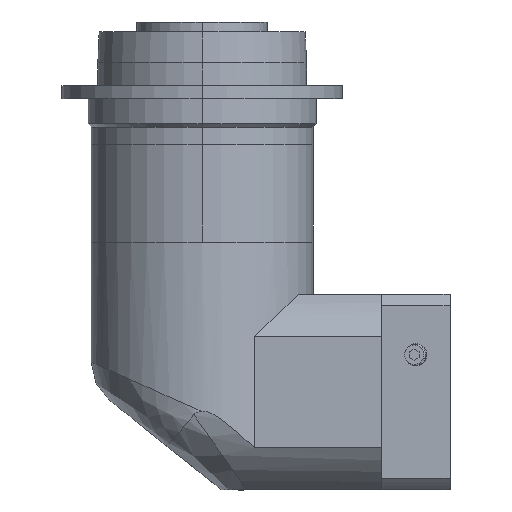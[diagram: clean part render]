
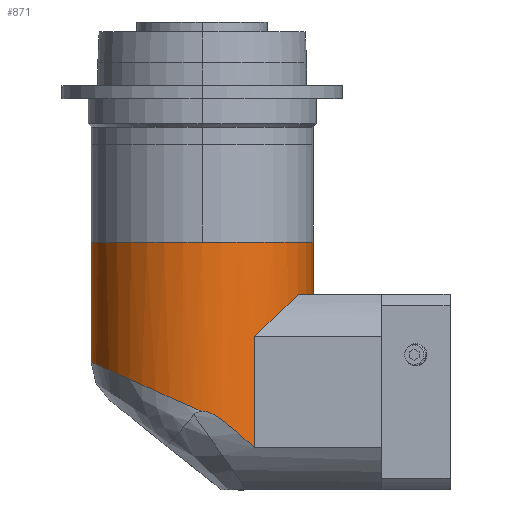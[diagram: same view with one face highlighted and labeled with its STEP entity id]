
A CAD part, left-side view. The second image highlights one B-rep face of the part: STEP entity #871.
In plain terms, the highlighted cylindrical face has radius 34 mm (diameter 68 mm), a partial arc.
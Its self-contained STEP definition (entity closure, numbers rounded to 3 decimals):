
#85 = CARTESIAN_POINT ( 'NONE',  ( 0., -34., -1. ) ) ;
#161 = EDGE_CURVE ( 'NONE', #1987, #700, #7931, .T. ) ;
#220 = CARTESIAN_POINT ( 'NONE',  ( 0., 34., -77. ) ) ;
#328 = CARTESIAN_POINT ( 'NONE',  ( 0., 0., -17. ) ) ;
#331 = CARTESIAN_POINT ( 'NONE',  ( -17.784, -28.991, -17.424 ) ) ;
#388 = CARTESIAN_POINT ( 'NONE',  ( 0., 0., -1. ) ) ;
#483 = CARTESIAN_POINT ( 'NONE',  ( -27.212, -20.398, -25.779 ) ) ;
#529 = CIRCLE ( 'NONE', #7812, 34. ) ;
#688 = ORIENTED_EDGE ( 'NONE', *, *, #6655, .T. ) ;
#700 = VERTEX_POINT ( 'NONE', #5428 ) ;
#814 = ORIENTED_EDGE ( 'NONE', *, *, #6786, .T. ) ;
#871 = ADVANCED_FACE ( 'NONE', ( #3608 ), #7113, .T. ) ;
#912 = DIRECTION ( 'NONE',  ( 0., 0., 1. ) ) ;
#1116 = DIRECTION ( 'NONE',  ( 1., 0., 0. ) ) ;
#1192 = VERTEX_POINT ( 'NONE', #3695 ) ;
#1199 = CARTESIAN_POINT ( 'NONE',  ( -17.037, -29.424, -17. ) ) ;
#1362 = DIRECTION ( 'NONE',  ( 0., 0., -1. ) ) ;
#1414 = EDGE_CURVE ( 'NONE', #7218, #7376, #5214, .T. ) ;
#1508 = CARTESIAN_POINT ( 'NONE',  ( -33.999, 0.293, -52.86 ) ) ;
#1559 = CARTESIAN_POINT ( 'NONE',  ( -25.765, -22.198, -24.044 ) ) ;
#1848 = ORIENTED_EDGE ( 'NONE', *, *, #6383, .F. ) ;
#1931 = ORIENTED_EDGE ( 'NONE', *, *, #1414, .T. ) ;
#1987 = VERTEX_POINT ( 'NONE', #85 ) ;
#2033 = EDGE_LOOP ( 'NONE', ( #4446, #688, #1931, #5275, #4311, #814, #9425, #1848 ) ) ;
#2144 = CARTESIAN_POINT ( 'NONE',  ( -33.788, -3.814, -53.978 ) ) ;
#2184 = CARTESIAN_POINT ( 'NONE',  ( -33.743, -4.186, -54.19 ) ) ;
#2306 = CARTESIAN_POINT ( 'NONE',  ( -20.566, -27.087, -19.288 ) ) ;
#2541 = CARTESIAN_POINT ( 'NONE',  ( -18.51, -28.532, -17.874 ) ) ;
#2632 = DIRECTION ( 'NONE',  ( 0., 0., -1. ) ) ;
#2656 = CARTESIAN_POINT ( 'NONE',  ( -33.999, 0.293, -52.86 ) ) ;
#2861 = CARTESIAN_POINT ( 'NONE',  ( -28.532, -18.553, -27.549 ) ) ;
#2998 = LINE ( 'NONE', #9819, #9056 ) ;
#3015 = EDGE_CURVE ( 'NONE', #9922, #1192, #7189, .T. ) ;
#3151 = CARTESIAN_POINT ( 'NONE',  ( 0., 34., -1. ) ) ;
#3190 = B_SPLINE_CURVE_WITH_KNOTS ( 'NONE', 3,
 ( #4709, #4429, #5273, #5304, #5384, #5421, #5445, #5480, #5516, #7891, #6006, #2184, #2144, #8531, #6809, #7883, #5377, #9947, #9249, #6256 ),
 .UNSPECIFIED., .F., .F.,
 ( 4, 2, 2, 2, 2, 2, 2, 2, 2, 4 ),
 ( 0.023, 0.028, 0.031, 0.033, 0.036, 0.038, 0.04, 0.041, 0.042, 0.043 ),
 .UNSPECIFIED. ) ;
#3608 = FACE_OUTER_BOUND ( 'NONE', #2033, .T. ) ;
#3695 = CARTESIAN_POINT ( 'NONE',  ( -30., -16., -29.963 ) ) ;
#4118 = CIRCLE ( 'NONE', #9215, 34. ) ;
#4311 = ORIENTED_EDGE ( 'NONE', *, *, #7072, .F. ) ;
#4429 = CARTESIAN_POINT ( 'NONE',  ( -30.618, -14.841, -62.948 ) ) ;
#4446 = ORIENTED_EDGE ( 'NONE', *, *, #161, .F. ) ;
#4628 = CARTESIAN_POINT ( 'NONE',  ( -17.037, -29.424, -17. ) ) ;
#4709 = CARTESIAN_POINT ( 'NONE',  ( -30., -16., -64.037 ) ) ;
#4958 = CARTESIAN_POINT ( 'NONE',  ( -19.781, 34., -37.791 ) ) ;
#5136 = DIRECTION ( 'NONE',  ( 0., 0., -1. ) ) ;
#5185 = CARTESIAN_POINT ( 'NONE',  ( -22.479, -25.561, -20.778 ) ) ;
#5214 = LINE ( 'NONE', #220, #8703 ) ;
#5234 = AXIS2_PLACEMENT_3D ( 'NONE', #7769, #10024, #6822 ) ;
#5273 = CARTESIAN_POINT ( 'NONE',  ( -31.165, -13.655, -61.848 ) ) ;
#5275 = ORIENTED_EDGE ( 'NONE', *, *, #7338, .T. ) ;
#5298 = CARTESIAN_POINT ( 'NONE',  ( -25.253, -22.779, -23.482 ) ) ;
#5304 = CARTESIAN_POINT ( 'NONE',  ( -31.883, -11.827, -60.193 ) ) ;
#5377 = CARTESIAN_POINT ( 'NONE',  ( -33.973, -1.425, -53.009 ) ) ;
#5384 = CARTESIAN_POINT ( 'NONE',  ( -32.106, -11.209, -59.641 ) ) ;
#5421 = CARTESIAN_POINT ( 'NONE',  ( -32.518, -9.952, -58.541 ) ) ;
#5428 = CARTESIAN_POINT ( 'NONE',  ( 0., -34., -17. ) ) ;
#5445 = CARTESIAN_POINT ( 'NONE',  ( -32.707, -9.312, -57.992 ) ) ;
#5480 = CARTESIAN_POINT ( 'NONE',  ( -33.05, -8.008, -56.912 ) ) ;
#5516 = CARTESIAN_POINT ( 'NONE',  ( -33.204, -7.346, -56.381 ) ) ;
#5615 = VERTEX_POINT ( 'NONE', #5896 ) ;
#5851 = DIRECTION ( 'NONE',  ( 0., 0., -1. ) ) ;
#5896 = CARTESIAN_POINT ( 'NONE',  ( -30., -16., -64.037 ) ) ;
#6006 = CARTESIAN_POINT ( 'NONE',  ( -33.595, -5.281, -54.862 ) ) ;
#6038 =( BOUNDED_CURVE ( )  B_SPLINE_CURVE ( 3, ( #8727, #4958, #7695, #1508 ),
 .UNSPECIFIED., .F., .T. ) 
 B_SPLINE_CURVE_WITH_KNOTS ( ( 4, 4 ),
 ( 3.142, 4.704 ),
 .UNSPECIFIED. ) 
 CURVE ( )  GEOMETRIC_REPRESENTATION_ITEM ( )  RATIONAL_B_SPLINE_CURVE ( ( 1., 0.807, 0.807, 1. ) ) 
 REPRESENTATION_ITEM ( '' )  );
#6056 = VECTOR ( 'NONE', #1362, 1000. ) ;
#6078 = CARTESIAN_POINT ( 'NONE',  ( -23.645, -24.481, -21.83 ) ) ;
#6256 = CARTESIAN_POINT ( 'NONE',  ( -33.999, 0.293, -52.86 ) ) ;
#6383 = EDGE_CURVE ( 'NONE', #700, #9922, #4118, .T. ) ;
#6655 = EDGE_CURVE ( 'NONE', #1987, #7218, #529, .T. ) ;
#6786 = EDGE_CURVE ( 'NONE', #5615, #1192, #2998, .T. ) ;
#6809 = CARTESIAN_POINT ( 'NONE',  ( -33.899, -2.652, -53.414 ) ) ;
#6822 = DIRECTION ( 'NONE',  ( 0., 1., 0. ) ) ;
#7072 = EDGE_CURVE ( 'NONE', #5615, #8069, #3190, .T. ) ;
#7113 = CYLINDRICAL_SURFACE ( 'NONE', #5234, 34. ) ;
#7189 = B_SPLINE_CURVE_WITH_KNOTS ( 'NONE', 3,
 ( #1199, #331, #2541, #7211, #2306, #5185, #6078, #5298, #1559, #7763, #483, #2861, #9739, #9978 ),
 .UNSPECIFIED., .F., .F.,
 ( 4, 2, 2, 2, 2, 2, 4 ),
 ( 0.142, 0.145, 0.148, 0.153, 0.156, 0.159, 0.165 ),
 .UNSPECIFIED. ) ;
#7211 = CARTESIAN_POINT ( 'NONE',  ( -19.901, -27.58, -18.806 ) ) ;
#7218 = VERTEX_POINT ( 'NONE', #3151 ) ;
#7338 = EDGE_CURVE ( 'NONE', #7376, #8069, #6038, .T. ) ;
#7376 = VERTEX_POINT ( 'NONE', #9482 ) ;
#7695 = CARTESIAN_POINT ( 'NONE',  ( -33.828, 20.073, -44.017 ) ) ;
#7763 = CARTESIAN_POINT ( 'NONE',  ( -26.744, -21.008, -25.193 ) ) ;
#7769 = CARTESIAN_POINT ( 'NONE',  ( 0., 0., -77. ) ) ;
#7812 = AXIS2_PLACEMENT_3D ( 'NONE', #388, #5136, #9860 ) ;
#7883 = CARTESIAN_POINT ( 'NONE',  ( -33.953, -1.839, -53.123 ) ) ;
#7891 = CARTESIAN_POINT ( 'NONE',  ( -33.477, -5.983, -55.357 ) ) ;
#7931 = LINE ( 'NONE', #8051, #6056 ) ;
#8051 = CARTESIAN_POINT ( 'NONE',  ( 0., -34., -77. ) ) ;
#8069 = VERTEX_POINT ( 'NONE', #2656 ) ;
#8531 = CARTESIAN_POINT ( 'NONE',  ( -33.865, -3.048, -53.59 ) ) ;
#8703 = VECTOR ( 'NONE', #2632, 1000. ) ;
#8727 = CARTESIAN_POINT ( 'NONE',  ( 0., 34., -37.791 ) ) ;
#9056 = VECTOR ( 'NONE', #912, 1000. ) ;
#9215 = AXIS2_PLACEMENT_3D ( 'NONE', #328, #5851, #1116 ) ;
#9249 = CARTESIAN_POINT ( 'NONE',  ( -34.002, -0.136, -52.838 ) ) ;
#9425 = ORIENTED_EDGE ( 'NONE', *, *, #3015, .F. ) ;
#9482 = CARTESIAN_POINT ( 'NONE',  ( 0., 34., -37.791 ) ) ;
#9739 = CARTESIAN_POINT ( 'NONE',  ( -29.311, -17.292, -28.75 ) ) ;
#9819 = CARTESIAN_POINT ( 'NONE',  ( -30., -16., -77. ) ) ;
#9860 = DIRECTION ( 'NONE',  ( 0., 1., 0. ) ) ;
#9922 = VERTEX_POINT ( 'NONE', #4628 ) ;
#9947 = CARTESIAN_POINT ( 'NONE',  ( -33.998, -0.576, -52.866 ) ) ;
#9978 = CARTESIAN_POINT ( 'NONE',  ( -30., -16., -29.963 ) ) ;
#10024 = DIRECTION ( 'NONE',  ( 0., 0., -1. ) ) ;
